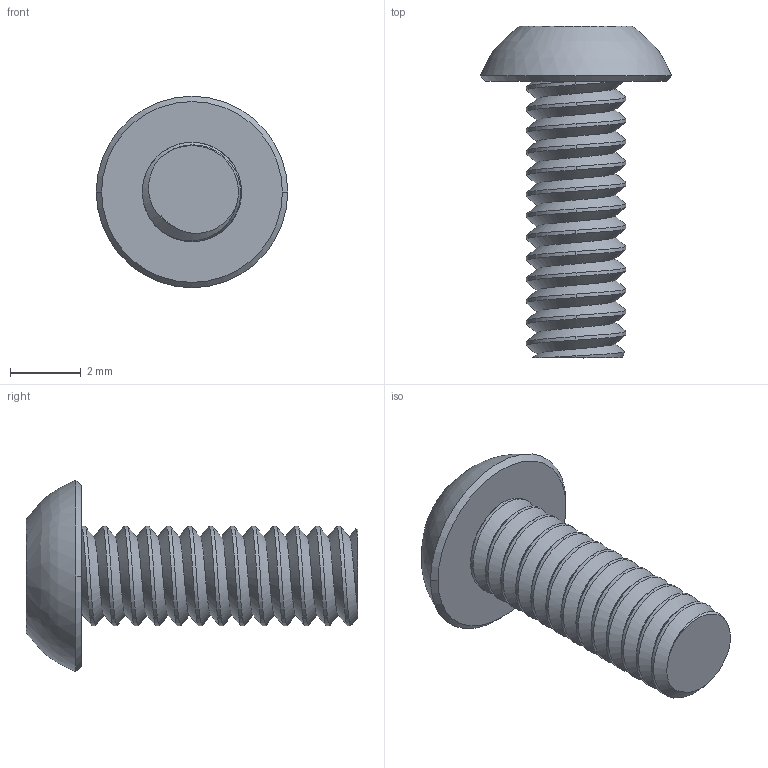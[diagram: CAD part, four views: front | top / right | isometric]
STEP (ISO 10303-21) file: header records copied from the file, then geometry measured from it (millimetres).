
FILE_DESCRIPTION (( 'STEP AP214' ), '1' );
FILE_NAME ('Bolt M3x8 Pink.STEP', '2022-02-11T12:53:18', ( '' ), ( '' ), 'SwSTEP 2.0', 'SolidWorks 2016', '' );
FILE_SCHEMA (( 'AUTOMOTIVE_DESIGN' ));
Length unit declared in the file: millimetre
Products named in the file (2): Bolt M3x8 Pink
Bounding box: 5.4 x 9.36 x 5.4 mm (x, y, z)
Volume: 62.2 mm3; surface area: 156.3 mm2
Topology: 1 solids, 1 shells, 45 faces, 120 edges, 80 vertices
Faces by surface type: cylinder 27, plane 10, cone 5, bspline 3
Entity records: 2682 total; most frequent: CARTESIAN_POINT 1688, ORIENTED_EDGE 240, DIRECTION 154, EDGE_CURVE 120, VERTEX_POINT 80, AXIS2_PLACEMENT_3D 53, LINE 48, EDGE_LOOP 48
